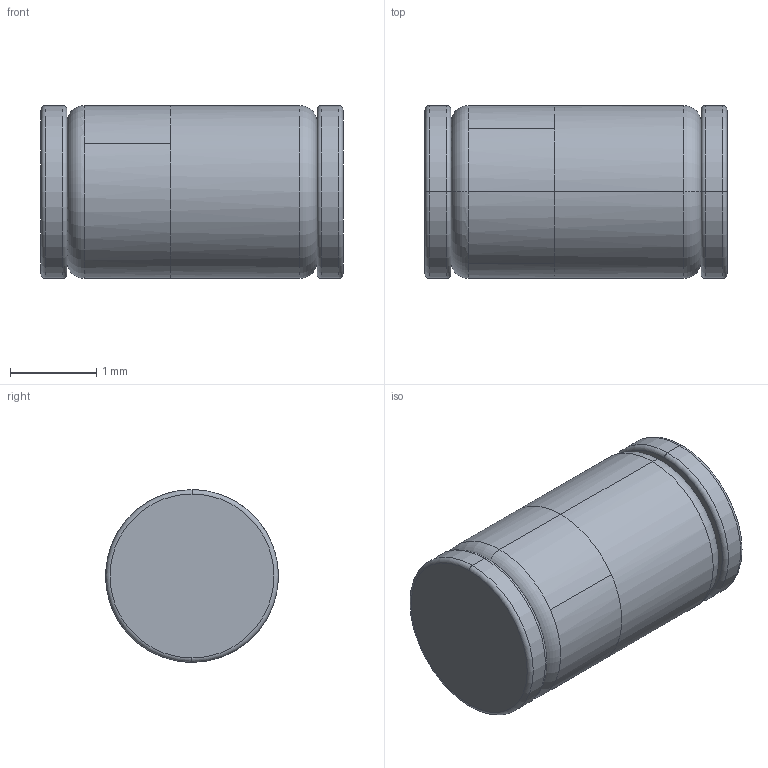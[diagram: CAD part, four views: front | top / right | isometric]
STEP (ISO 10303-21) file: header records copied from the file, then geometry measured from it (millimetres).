
FILE_DESCRIPTION(('FreeCAD Model'),'2;1');
FILE_NAME('User Library-SOD-87.step','2018-06-10T21:48:30',('kicad StepUp'),('ksu MCAD') ,'Open CASCADE STEP processor 6.8','FreeCAD','Unknown');
FILE_SCHEMA(('AUTOMOTIVE_DESIGN_CC2 { 1 2 10303 214 -1 1 5 4 }'));
Length unit declared in the file: millimetre
Products named in the file (1): User_Library-SOD-87
Bounding box: 3.5 x 2 x 2 mm (x, y, z)
Volume: 10.9 mm3; surface area: 31.1 mm2
Topology: 1 solids, 1 shells, 25 faces, 51 edges, 30 vertices
Faces by surface type: torus 12, cylinder 9, plane 4
Entity records: 878 total; most frequent: CARTESIAN_POINT 141, DIRECTION 135, ORIENTED_EDGE 102, AXIS2_PLACEMENT_3D 64, EDGE_CURVE 51, CIRCLE 38, VERTEX_POINT 30, FACE_BOUND 27
